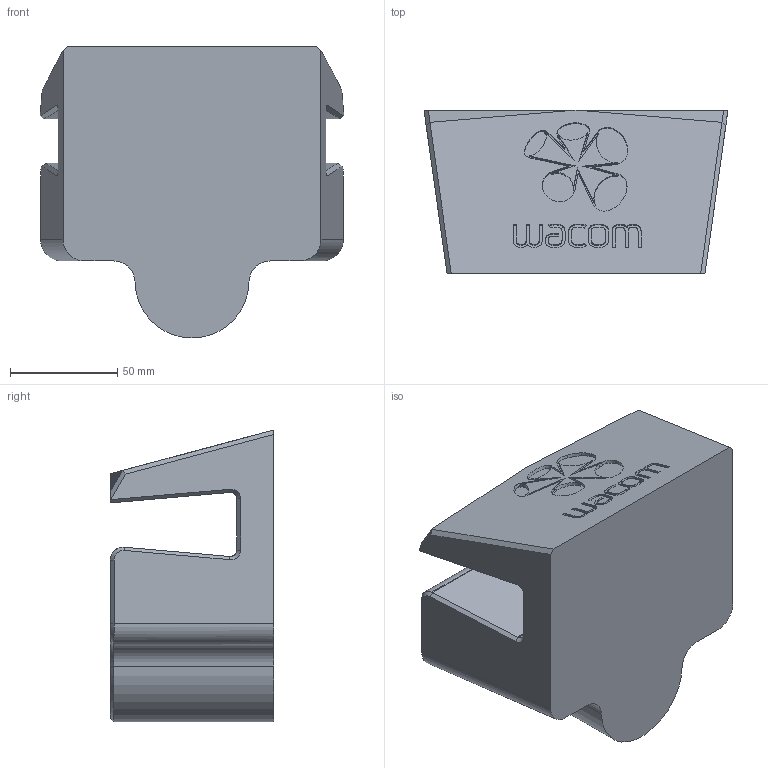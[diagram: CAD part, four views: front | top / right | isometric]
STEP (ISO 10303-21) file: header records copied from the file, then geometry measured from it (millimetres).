
FILE_DESCRIPTION (( 'STEP AP214' ), '1' );
FILE_NAME ('Wacom Stand.STEP', '2015-02-10T13:14:35', ( '' ), ( '' ), 'SwSTEP 2.0', 'SolidWorks 2014', '' );
FILE_SCHEMA (( 'AUTOMOTIVE_DESIGN' ));
Length unit declared in the file: millimetre
Products named in the file (1): Wacom Stand
Bounding box: 141.3 x 75.99 x 135.81 mm (x, y, z)
Volume: 767529.4 mm3; surface area: 79687.2 mm2
Topology: 1 solids, 1 shells, 240 faces, 661 edges, 432 vertices
Faces by surface type: bspline 117, plane 102, cylinder 11, cone 6, torus 4
Entity records: 8913 total; most frequent: CARTESIAN_POINT 3617, ORIENTED_EDGE 1322, DIRECTION 677, EDGE_CURVE 661, VERTEX_POINT 432, VECTOR 381, LINE 381, B_SPLINE_CURVE_WITH_KNOTS 254
